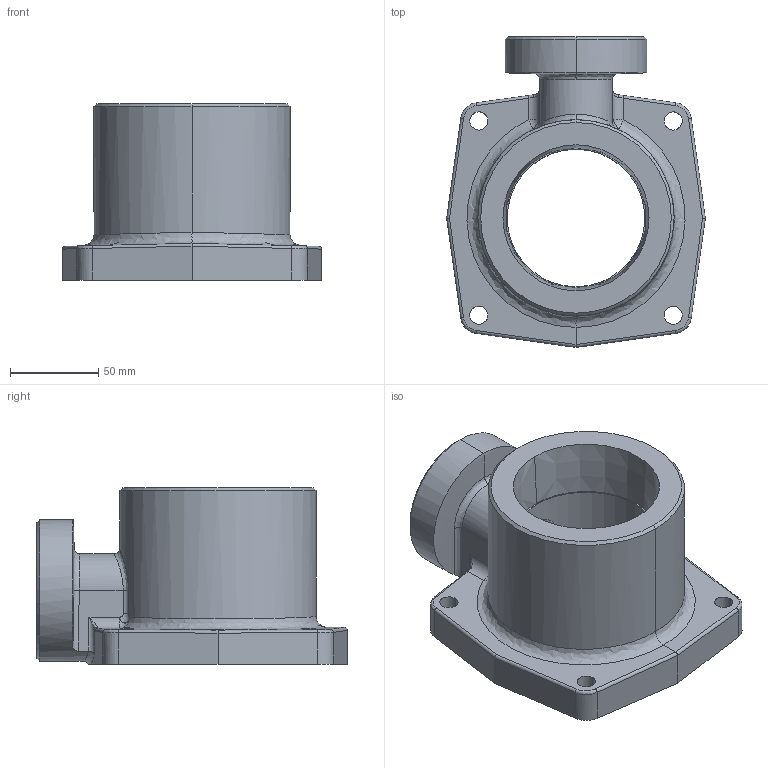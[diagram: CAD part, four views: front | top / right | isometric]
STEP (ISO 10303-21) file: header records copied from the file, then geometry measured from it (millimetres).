
FILE_DESCRIPTION((''),'2;1');
FILE_NAME('D40409','2006-12-12T',('bmill'),(''),'PRO/ENGINEER BY PARAMETRIC TECHNOLOGY CORPORATION, 2005110','PRO/ENGINEER BY PARAMETRIC TECHNOLOGY CORPORATION, 2005110','');
FILE_SCHEMA(('CONFIG_CONTROL_DESIGN'));
Length unit declared in the file: inch
Products named in the file (1): D40409
Bounding box: 146.43 x 175.88 x 99.9 mm (x, y, z)
Volume: 731951.4 mm3; surface area: 110220.4 mm2
Topology: 1 solids, 1 shells, 97 faces, 230 edges, 137 vertices
Faces by surface type: cylinder 41, bspline 20, plane 18, cone 14, sphere 2, extrusion 2
Entity records: 4245 total; most frequent: CARTESIAN_POINT 2126, ORIENTED_EDGE 456, DIRECTION 382, EDGE_CURVE 228, AXIS2_PLACEMENT_3D 146, VERTEX_POINT 137, EDGE_LOOP 113, FACE_OUTER_BOUND 97
